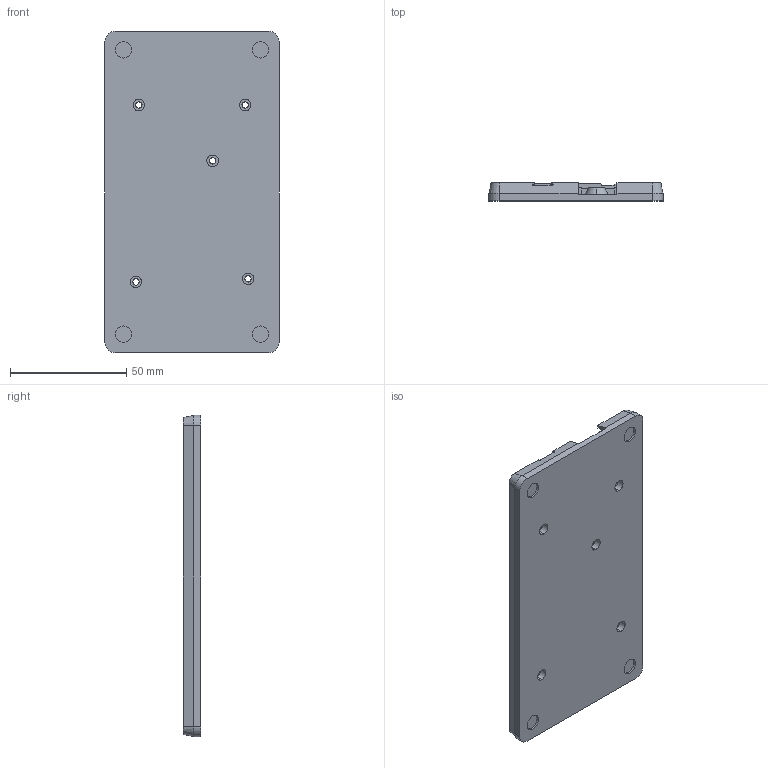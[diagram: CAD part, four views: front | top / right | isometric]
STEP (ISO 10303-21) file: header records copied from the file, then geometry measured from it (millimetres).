
FILE_DESCRIPTION (( 'STEP AP214' ), '1' );
FILE_NAME ('Nucleo144????.STEP', '2025-10-21T15:04:26', ( '' ), ( '' ), 'SwSTEP 2.0', 'SolidWorks 2024', '' );
FILE_SCHEMA (( 'AUTOMOTIVE_DESIGN' ));
Length unit declared in the file: millimetre
Products named in the file (1): Nucleo144无针底座
Bounding box: 75 x 7.58 x 138.34 mm (x, y, z)
Volume: 32056.4 mm3; surface area: 26019.3 mm2
Topology: 1 solids, 1 shells, 111 faces, 275 edges, 180 vertices
Faces by surface type: plane 51, cylinder 46, cone 14
Entity records: 3362 total; most frequent: DIRECTION 603, CARTESIAN_POINT 585, ORIENTED_EDGE 550, EDGE_CURVE 275, AXIS2_PLACEMENT_3D 222, VERTEX_POINT 180, LINE 159, VECTOR 159
